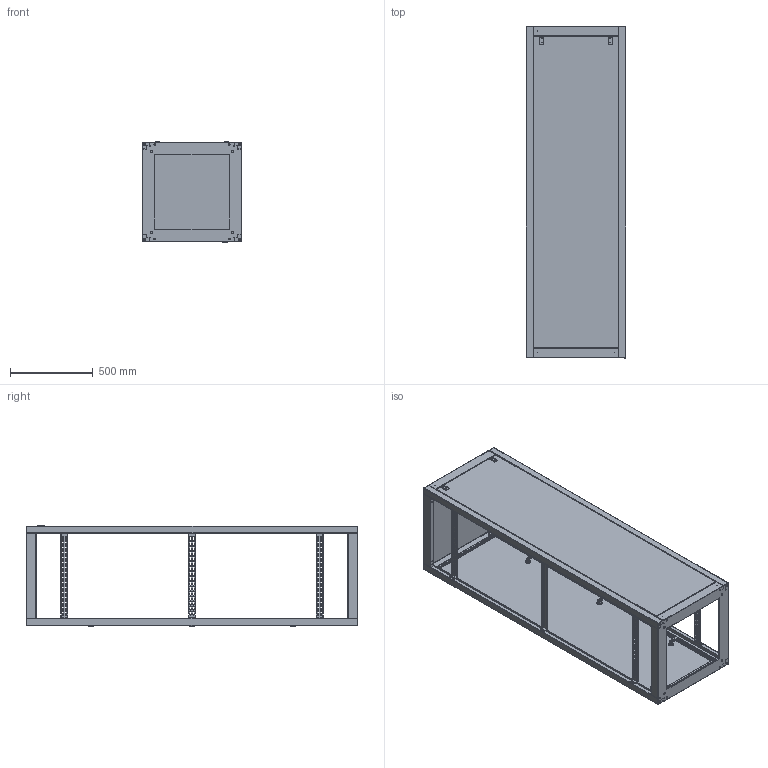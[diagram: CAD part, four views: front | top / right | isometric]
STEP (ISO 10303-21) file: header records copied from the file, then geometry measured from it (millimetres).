
FILE_DESCRIPTION (( 'STEP AP214' ), '1' );
FILE_NAME ('Êàðêàñ ÂÐÓ 1 IP31 2000õ600õ600.STEP', '2021-02-10T10:25:17', ( '' ), ( '' ), 'SwSTEP 2.0', 'SolidWorks 2021', '' );
FILE_SCHEMA (( 'AUTOMOTIVE_DESIGN' ));
Length unit declared in the file: millimetre
Products named in the file (21): pan head cross recess screw_din_DIN EN ISO 7045 - M4 x 16 - Z - 16N; ﾌﾈ-562.01.01.001 ﾄ濵; Çàêë¸ïêà Ì4; ﾄ粢 ﾑﾁ; Ðó÷êà çàùåëêà Atos KS01.12.35; Çàêëåïêà ãàå÷íàÿ Ì6; Çåðêàëüíî îòðàçèòüÑòîéêà óãëîâàÿ_2000; ��-564.01.00.000 ������ ��_���-1 600�450; Êàðêàñ ÂÐÓ 1 IP31 2000õ600õ600; Çàìîê áîëüøîé; ÌÈ-562.01.00.002 Ðåéêà 600; ﾌﾈ-562.01.01.000 ﾄ濵 ﾑﾁ; Çàêëåïêà ãàå÷íàÿ Ì6 UNI 9203; Äâåðü ÂÐÓ 1800õ600_2000*600; Øïèëüêà Ì6õ12; Øïèëüêà ïðèâàðíàÿ Ì6õ16 DIN 13918; ÌÈ-560.02.00.001 Ñòåíêà çàäíÿÿ 200.60; ÌÈ-560.02.00.000 ÑÁ Ñòåíêà çàäíÿÿ â ñáîðå 200.60; pan head cross recess screw_din_PreviewCfg; ÌÈ-556.01.00.002 ñòîéêà óãëîâàÿ_2000; ﾌﾈ-562.01.00.001 ﾊ
Assembly tree (83 placements, depth 4):
  Êàðêàñ ÂÐÓ 1 IP31 2000õ600õ600
    ��-564.01.00.000 ������ ��_���-1 600�450
      ÌÈ-556.01.00.002 ñòîéêà óãëîâàÿ_2000  x2
      ﾌﾈ-562.01.00.001 ﾊ
      Çåðêàëüíî îòðàçèòüÑòîéêà óãëîâàÿ_2000  x2
      ﾌﾈ-562.01.01.000 ﾄ濵 ﾑﾁ
        ﾌﾈ-562.01.01.001 ﾄ濵
        Øïèëüêà Ì6õ12
      Øïèëüêà Ì6õ12
    ÌÈ-560.02.00.000 ÑÁ Ñòåíêà çàäíÿÿ â ñáîðå 200.60
      ÌÈ-560.02.00.001 Ñòåíêà çàäíÿÿ 200.60
      Çàêë¸ïêà Ì4  x2
      Ðó÷êà çàùåëêà Atos KS01.12.35  x2
      pan head cross recess screw_din_DIN EN ISO 7045 - M4 x 16 - Z - 16N  x2
    ﾄ粢 ﾑﾁ
      Äâåðü ÂÐÓ 1800õ600_2000*600
      Çàìîê áîëüøîé  x3
      Øïèëüêà ïðèâàðíàÿ Ì6õ16 DIN 13918  x2
      Çàêëåïêà ãàå÷íàÿ Ì6 UNI 9203  x2
    pan head cross recess screw_din_PreviewCfg  x26
    ÌÈ-562.01.00.002 Ðåéêà 600  x6
    Çàêëåïêà ãàå÷íàÿ Ì6  x24
Bounding box: 600 x 2002 x 608.04 mm (x, y, z)
Volume: 4394945.2 mm3; surface area: 8662730.3 mm2
Topology: 79 solids, 94 shells, 4150 faces, 10233 edges, 6347 vertices
Faces by surface type: plane 1923, cylinder 1530, cone 398, torus 216, sphere 56, bspline 27
Entity records: 37631 total; most frequent: CARTESIAN_POINT 7287, DIRECTION 6082, ORIENTED_EDGE 5562, EDGE_CURVE 2781, AXIS2_PLACEMENT_3D 2184, LINE 1714, VECTOR 1714, VERTEX_POINT 1711
